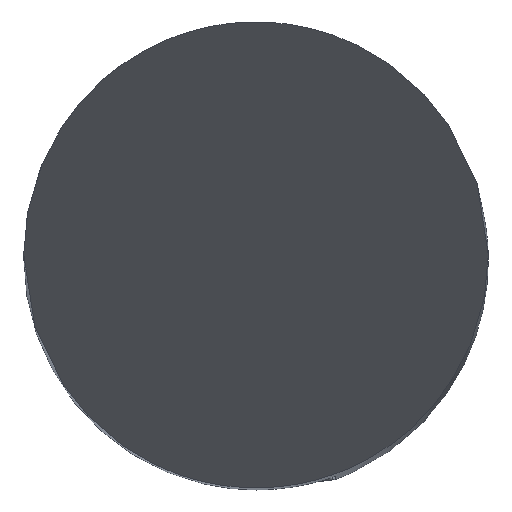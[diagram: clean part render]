
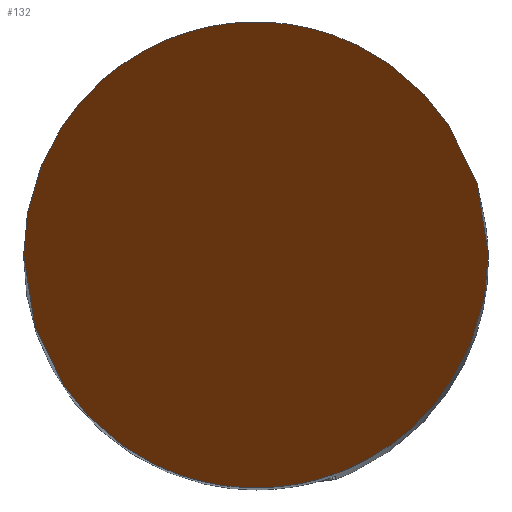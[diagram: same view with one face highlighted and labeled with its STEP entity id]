
A CAD part, top view. The second image highlights one B-rep face of the part: STEP entity #132.
In plain terms, the highlighted planar face has unit normal (0, -0.866, 0.5).
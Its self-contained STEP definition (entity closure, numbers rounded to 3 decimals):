
#51=PLANE('',#578);
#132=ADVANCED_FACE('',(#164),#51,.T.);
#164=FACE_OUTER_BOUND('',#193,.T.);
#193=EDGE_LOOP('',(#293,#294));
#293=ORIENTED_EDGE('',*,*,#442,.T.);
#294=ORIENTED_EDGE('',*,*,#428,.T.);
#381=VERTEX_POINT('',#789);
#382=VERTEX_POINT('',#790);
#428=EDGE_CURVE('',#381,#382,#511,.T.);
#442=EDGE_CURVE('',#382,#381,#516,.T.);
#511=(
BOUNDED_CURVE()
B_SPLINE_CURVE(3,(#785,#786,#787,#788),.UNSPECIFIED.,.F.,.F.)
B_SPLINE_CURVE_WITH_KNOTS((4,4),(0.,1.),.UNSPECIFIED.)
CURVE()
GEOMETRIC_REPRESENTATION_ITEM()
RATIONAL_B_SPLINE_CURVE((1.,0.333,0.333,1.))
REPRESENTATION_ITEM('')
);
#516=(
BOUNDED_CURVE()
B_SPLINE_CURVE(3,(#852,#853,#854,#855),.UNSPECIFIED.,.F.,.F.)
B_SPLINE_CURVE_WITH_KNOTS((4,4),(0.,1.),.UNSPECIFIED.)
CURVE()
GEOMETRIC_REPRESENTATION_ITEM()
RATIONAL_B_SPLINE_CURVE((1.,0.333,0.333,1.))
REPRESENTATION_ITEM('')
);
#578=AXIS2_PLACEMENT_3D('',#955,#652,#653);
#652=DIRECTION('',(0.,-0.866,0.5));
#653=DIRECTION('',(0.,0.5,0.866));
#785=CARTESIAN_POINT('',(3.,0.,0.));
#786=CARTESIAN_POINT('',(3.,6.,10.392));
#787=CARTESIAN_POINT('',(-3.,6.,10.392));
#788=CARTESIAN_POINT('',(-3.,0.,0.));
#789=CARTESIAN_POINT('',(3.,0.,0.));
#790=CARTESIAN_POINT('',(-3.,0.,0.));
#852=CARTESIAN_POINT('',(-3.,0.,0.));
#853=CARTESIAN_POINT('',(-3.,-6.,-10.392));
#854=CARTESIAN_POINT('',(3.,-6.,-10.392));
#855=CARTESIAN_POINT('',(3.,0.,0.));
#955=CARTESIAN_POINT('',(-70.162,3.,5.196));
